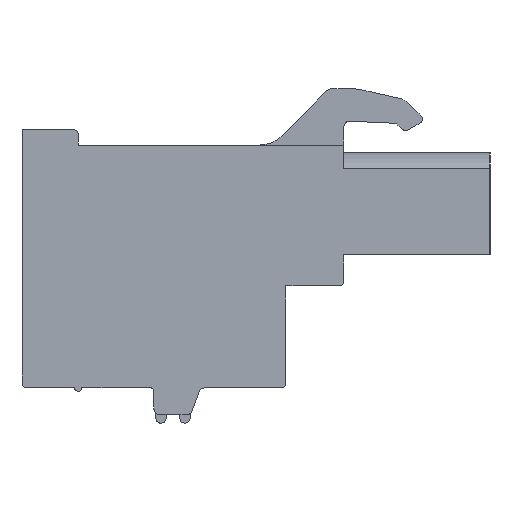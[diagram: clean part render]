
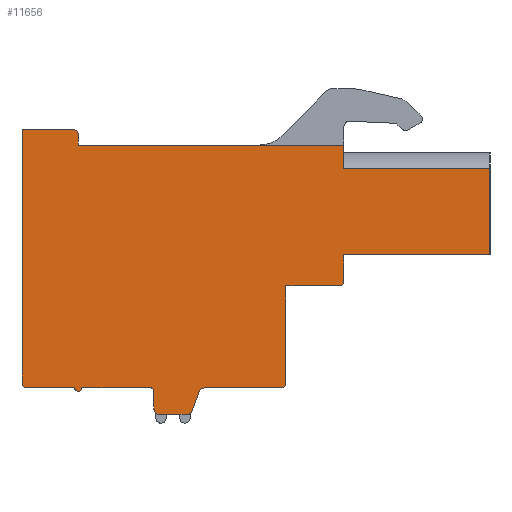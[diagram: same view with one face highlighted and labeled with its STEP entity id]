
A CAD part, left-side view. The second image highlights one B-rep face of the part: STEP entity #11656.
In plain terms, the highlighted planar face has unit normal (-1, 0, 0).
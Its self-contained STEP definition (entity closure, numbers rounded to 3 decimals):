
#1=CARTESIAN_POINT('',(0.,-5.36,-0.74));
#2=DIRECTION('',(-1.,0.,0.));
#3=DIRECTION('',(0.,0.,-1.));
#4=AXIS2_PLACEMENT_3D('',#1,#2,#3);
#6=CARTESIAN_POINT('',(0.,-2.06,-6.54));
#7=DIRECTION('',(1.,0.,0.));
#8=DIRECTION('',(0.,-1.,0.));
#9=AXIS2_PLACEMENT_3D('',#6,#7,#8);
#11=DIRECTION('',(0.,1.,0.));
#12=VECTOR('',#11,4.34);
#13=CARTESIAN_POINT('',(0.,-2.06,-6.84));
#14=LINE('',#13,#12);
#15=CARTESIAN_POINT('',(0.,2.28,-7.14));
#16=DIRECTION('',(-1.,0.,0.));
#17=DIRECTION('',(0.,0.,1.));
#18=AXIS2_PLACEMENT_3D('',#15,#16,#17);
#20=DIRECTION('',(0.,0.345,-0.939));
#21=VECTOR('',#20,1.179);
#22=CARTESIAN_POINT('',(0.,2.562,-7.037));
#23=LINE('',#22,#21);
#24=CARTESIAN_POINT('',(0.,3.25,-8.04));
#25=DIRECTION('',(1.,0.,0.));
#26=DIRECTION('',(0.,-0.939,-0.345));
#27=AXIS2_PLACEMENT_3D('',#24,#25,#26);
#29=DIRECTION('',(0.,1.,0.));
#30=VECTOR('',#29,1.59);
#31=CARTESIAN_POINT('',(0.,3.25,-8.34));
#32=LINE('',#31,#30);
#33=CARTESIAN_POINT('',(0.,4.84,-8.04));
#34=DIRECTION('',(1.,0.,0.));
#35=DIRECTION('',(0.,0.,-1.));
#36=AXIS2_PLACEMENT_3D('',#33,#34,#35);
#38=DIRECTION('',(0.,0.,1.));
#39=VECTOR('',#38,1.);
#40=CARTESIAN_POINT('',(0.,5.14,-8.04));
#41=LINE('',#40,#39);
#42=CARTESIAN_POINT('',(0.,5.34,-7.04));
#43=DIRECTION('',(-1.,0.,0.));
#44=DIRECTION('',(0.,-1.,0.));
#45=AXIS2_PLACEMENT_3D('',#42,#43,#44);
#47=DIRECTION('',(0.,1.,0.));
#48=VECTOR('',#47,3.9);
#49=CARTESIAN_POINT('',(0.,5.34,-6.84));
#50=LINE('',#49,#48);
#51=CARTESIAN_POINT('',(0.,9.44,-6.84));
#52=DIRECTION('',(1.,0.,0.));
#53=DIRECTION('',(0.,-1.,0.));
#54=AXIS2_PLACEMENT_3D('',#51,#52,#53);
#56=DIRECTION('',(0.,1.,0.));
#57=VECTOR('',#56,2.7);
#58=CARTESIAN_POINT('',(0.,9.64,-6.84));
#59=LINE('',#58,#57);
#60=CARTESIAN_POINT('',(0.,12.34,-6.54));
#61=DIRECTION('',(1.,0.,0.));
#62=DIRECTION('',(0.,0.,-1.));
#63=AXIS2_PLACEMENT_3D('',#60,#61,#62);
#65=DIRECTION('',(0.,0.,1.));
#66=VECTOR('',#65,0.5);
#67=CARTESIAN_POINT('',(0.,12.64,-6.54));
#68=LINE('',#67,#66);
#69=DIRECTION('',(0.,0.,1.));
#70=VECTOR('',#69,13.9);
#71=CARTESIAN_POINT('',(0.,12.64,-6.04));
#72=LINE('',#71,#70);
#73=DIRECTION('',(0.,-1.,0.));
#74=VECTOR('',#73,2.9);
#75=CARTESIAN_POINT('',(0.,12.64,7.86));
#76=LINE('',#75,#74);
#77=CARTESIAN_POINT('',(0.,9.74,7.56));
#78=DIRECTION('',(1.,0.,0.));
#79=DIRECTION('',(0.,0.,1.));
#80=AXIS2_PLACEMENT_3D('',#77,#78,#79);
#82=DIRECTION('',(0.,0.,-1.));
#83=VECTOR('',#82,0.6);
#84=CARTESIAN_POINT('',(0.,9.44,7.56));
#85=LINE('',#84,#83);
#86=DIRECTION('',(0.,-1.,0.));
#87=VECTOR('',#86,15.1);
#88=CARTESIAN_POINT('',(0.,9.44,6.96));
#89=LINE('',#88,#87);
#90=DIRECTION('',(0.,1.,0.));
#91=VECTOR('',#90,8.3);
#92=CARTESIAN_POINT('',(0.,-13.96,5.635));
#93=LINE('',#92,#91);
#94=DIRECTION('',(0.,1.,0.));
#95=VECTOR('',#94,8.3);
#96=CARTESIAN_POINT('',(0.,-13.96,0.73));
#97=LINE('',#96,#95);
#98=DIRECTION('',(0.,0.,-1.));
#99=VECTOR('',#98,1.47);
#100=CARTESIAN_POINT('',(0.,-5.66,0.73));
#101=LINE('',#100,#99);
#966=DIRECTION('',(0.,0.,1.));
#967=VECTOR('',#966,4.905);
#968=CARTESIAN_POINT('',(0.,-13.96,0.73));
#969=LINE('',#968,#967);
#1542=DIRECTION('',(0.,0.,1.));
#1543=VECTOR('',#1542,1.325);
#1544=CARTESIAN_POINT('',(0.,-5.66,5.635));
#1545=LINE('',#1544,#1543);
#4783=DIRECTION('',(0.,0.,1.));
#4784=VECTOR('',#4783,5.5);
#4785=CARTESIAN_POINT('',(0.,-2.36,-6.54));
#4786=LINE('',#4785,#4784);
#4791=DIRECTION('',(0.,-1.,0.));
#4792=VECTOR('',#4791,3.);
#4793=CARTESIAN_POINT('',(0.,-2.36,-1.04));
#4794=LINE('',#4793,#4792);
#8831=CARTESIAN_POINT('',(0.,12.34,-6.84));
#8832=CARTESIAN_POINT('',(0.,12.64,-6.54));
#8833=VERTEX_POINT('',#8831);
#8834=VERTEX_POINT('',#8832);
#8835=CARTESIAN_POINT('',(0.,12.64,-6.04));
#8836=VERTEX_POINT('',#8835);
#8837=CARTESIAN_POINT('',(0.,12.64,7.86));
#8838=VERTEX_POINT('',#8837);
#8839=CARTESIAN_POINT('',(0.,9.74,7.86));
#8840=VERTEX_POINT('',#8839);
#8841=CARTESIAN_POINT('',(0.,9.44,7.56));
#8842=VERTEX_POINT('',#8841);
#8843=CARTESIAN_POINT('',(0.,9.44,6.96));
#8844=VERTEX_POINT('',#8843);
#8845=CARTESIAN_POINT('',(0.,-5.66,6.96));
#8846=VERTEX_POINT('',#8845);
#8847=CARTESIAN_POINT('',(0.,-13.96,0.73));
#8848=CARTESIAN_POINT('',(0.,-5.66,0.73));
#8849=VERTEX_POINT('',#8847);
#8850=VERTEX_POINT('',#8848);
#8851=CARTESIAN_POINT('',(0.,-2.36,-6.54));
#8852=CARTESIAN_POINT('',(0.,-2.06,-6.84));
#8853=VERTEX_POINT('',#8851);
#8854=VERTEX_POINT('',#8852);
#8855=CARTESIAN_POINT('',(0.,2.28,-6.84));
#8856=VERTEX_POINT('',#8855);
#8857=CARTESIAN_POINT('',(0.,2.562,-7.037));
#8858=VERTEX_POINT('',#8857);
#8859=CARTESIAN_POINT('',(0.,2.968,-8.143));
#8860=VERTEX_POINT('',#8859);
#8861=CARTESIAN_POINT('',(0.,3.25,-8.34));
#8862=VERTEX_POINT('',#8861);
#8863=CARTESIAN_POINT('',(0.,4.84,-8.34));
#8864=VERTEX_POINT('',#8863);
#8865=CARTESIAN_POINT('',(0.,5.14,-8.04));
#8866=VERTEX_POINT('',#8865);
#8867=CARTESIAN_POINT('',(0.,5.14,-7.04));
#8868=VERTEX_POINT('',#8867);
#8869=CARTESIAN_POINT('',(0.,5.34,-6.84));
#8870=VERTEX_POINT('',#8869);
#8871=CARTESIAN_POINT('',(0.,9.24,-6.84));
#8872=VERTEX_POINT('',#8871);
#8873=CARTESIAN_POINT('',(0.,9.64,-6.84));
#8874=VERTEX_POINT('',#8873);
#9167=CARTESIAN_POINT('',(0.,-13.96,5.635));
#9168=CARTESIAN_POINT('',(0.,-5.66,5.635));
#9169=VERTEX_POINT('',#9167);
#9170=VERTEX_POINT('',#9168);
#11447=CARTESIAN_POINT('',(0.,-5.36,-1.04));
#11448=CARTESIAN_POINT('',(0.,-5.66,-0.74));
#11449=VERTEX_POINT('',#11447);
#11450=VERTEX_POINT('',#11448);
#11451=CARTESIAN_POINT('',(0.,-2.36,-1.04));
#11452=VERTEX_POINT('',#11451);
#11595=CARTESIAN_POINT('',(0.,0.,0.));
#11596=DIRECTION('',(1.,0.,0.));
#11597=DIRECTION('',(0.,-1.,0.));
#11598=AXIS2_PLACEMENT_3D('',#11595,#11596,#11597);
#11599=PLANE('',#11598);
#11601=ORIENTED_EDGE('',*,*,#11600,.F.);
#11603=ORIENTED_EDGE('',*,*,#11602,.F.);
#11605=ORIENTED_EDGE('',*,*,#11604,.F.);
#11607=ORIENTED_EDGE('',*,*,#11606,.T.);
#11609=ORIENTED_EDGE('',*,*,#11608,.T.);
#11611=ORIENTED_EDGE('',*,*,#11610,.T.);
#11613=ORIENTED_EDGE('',*,*,#11612,.T.);
#11615=ORIENTED_EDGE('',*,*,#11614,.T.);
#11617=ORIENTED_EDGE('',*,*,#11616,.T.);
#11619=ORIENTED_EDGE('',*,*,#11618,.T.);
#11621=ORIENTED_EDGE('',*,*,#11620,.T.);
#11623=ORIENTED_EDGE('',*,*,#11622,.T.);
#11625=ORIENTED_EDGE('',*,*,#11624,.T.);
#11627=ORIENTED_EDGE('',*,*,#11626,.T.);
#11629=ORIENTED_EDGE('',*,*,#11628,.T.);
#11631=ORIENTED_EDGE('',*,*,#11630,.T.);
#11633=ORIENTED_EDGE('',*,*,#11632,.T.);
#11635=ORIENTED_EDGE('',*,*,#11634,.T.);
#11637=ORIENTED_EDGE('',*,*,#11636,.T.);
#11639=ORIENTED_EDGE('',*,*,#11638,.T.);
#11641=ORIENTED_EDGE('',*,*,#11640,.T.);
#11643=ORIENTED_EDGE('',*,*,#11642,.T.);
#11645=ORIENTED_EDGE('',*,*,#11644,.F.);
#11647=ORIENTED_EDGE('',*,*,#11646,.F.);
#11649=ORIENTED_EDGE('',*,*,#11648,.F.);
#11651=ORIENTED_EDGE('',*,*,#11650,.T.);
#11653=ORIENTED_EDGE('',*,*,#11652,.T.);
#11654=EDGE_LOOP('',(#11601,#11603,#11605,#11607,#11609,#11611,#11613,#11615,
#11617,#11619,#11621,#11623,#11625,#11627,#11629,#11631,#11633,#11635,#11637,
#11639,#11641,#11643,#11645,#11647,#11649,#11651,#11653));
#11655=FACE_OUTER_BOUND('',#11654,.F.);
#11656=ADVANCED_FACE('',(#11655),#11599,.F.);
#5=CIRCLE('',#4,0.3);
#10=CIRCLE('',#9,0.3);
#19=CIRCLE('',#18,0.3);
#28=CIRCLE('',#27,0.3);
#37=CIRCLE('',#36,0.3);
#46=CIRCLE('',#45,0.2);
#55=CIRCLE('',#54,0.2);
#64=CIRCLE('',#63,0.3);
#81=CIRCLE('',#80,0.3);
#11600=EDGE_CURVE('',#11449,#11450,#5,.T.);
#11602=EDGE_CURVE('',#11452,#11449,#4794,.T.);
#11604=EDGE_CURVE('',#8853,#11452,#4786,.T.);
#11606=EDGE_CURVE('',#8853,#8854,#10,.T.);
#11608=EDGE_CURVE('',#8854,#8856,#14,.T.);
#11610=EDGE_CURVE('',#8856,#8858,#19,.T.);
#11612=EDGE_CURVE('',#8858,#8860,#23,.T.);
#11614=EDGE_CURVE('',#8860,#8862,#28,.T.);
#11616=EDGE_CURVE('',#8862,#8864,#32,.T.);
#11618=EDGE_CURVE('',#8864,#8866,#37,.T.);
#11620=EDGE_CURVE('',#8866,#8868,#41,.T.);
#11622=EDGE_CURVE('',#8868,#8870,#46,.T.);
#11624=EDGE_CURVE('',#8870,#8872,#50,.T.);
#11626=EDGE_CURVE('',#8872,#8874,#55,.T.);
#11628=EDGE_CURVE('',#8874,#8833,#59,.T.);
#11630=EDGE_CURVE('',#8833,#8834,#64,.T.);
#11632=EDGE_CURVE('',#8834,#8836,#68,.T.);
#11634=EDGE_CURVE('',#8836,#8838,#72,.T.);
#11636=EDGE_CURVE('',#8838,#8840,#76,.T.);
#11638=EDGE_CURVE('',#8840,#8842,#81,.T.);
#11640=EDGE_CURVE('',#8842,#8844,#85,.T.);
#11642=EDGE_CURVE('',#8844,#8846,#89,.T.);
#11644=EDGE_CURVE('',#9170,#8846,#1545,.T.);
#11646=EDGE_CURVE('',#9169,#9170,#93,.T.);
#11648=EDGE_CURVE('',#8849,#9169,#969,.T.);
#11650=EDGE_CURVE('',#8849,#8850,#97,.T.);
#11652=EDGE_CURVE('',#8850,#11450,#101,.T.);
